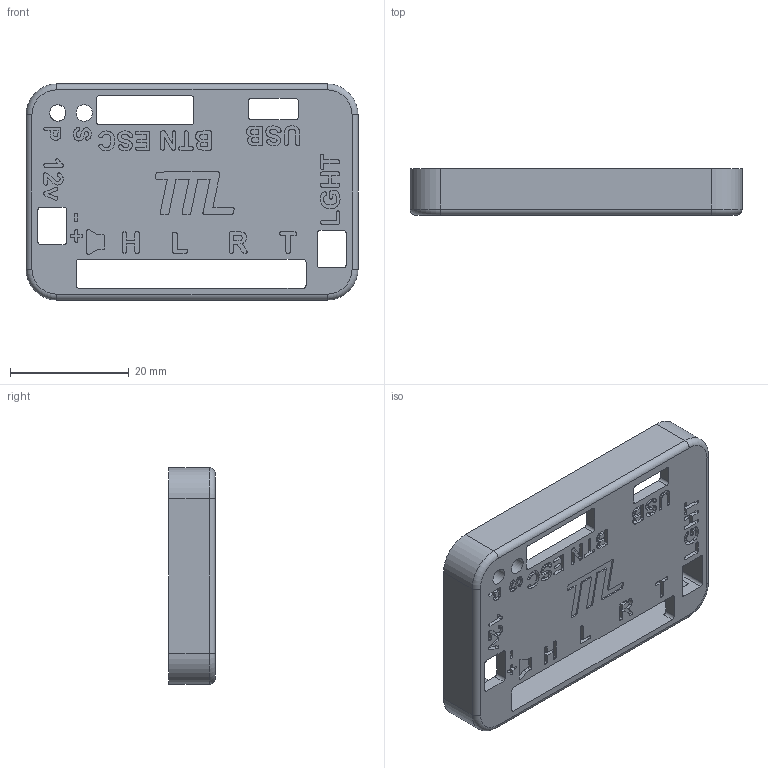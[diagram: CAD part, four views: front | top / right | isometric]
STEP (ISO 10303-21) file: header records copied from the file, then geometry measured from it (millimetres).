
FILE_DESCRIPTION(/* description */ (''),/* implementation_level */ '2;1');
FILE_NAME(/* name */ 'Matt''s Homework/Projects/GitHub/TTL-HW/TelTail SP/4v1/3D Models/Cover SP Metal v29.step',/* time_stamp */ '2020-11-11T10:46:37-05:00',/* author */ (''),/* organization */ (''),/* preprocessor_version */ 'ST-DEVELOPER v18.1',/* originating_system */ 'Autodesk Translation Framework v9.3.0.1241',/* authorisation */ '');
FILE_SCHEMA (('AUTOMOTIVE_DESIGN { 1 0 10303 214 3 1 1 }'));
Length unit declared in the file: millimetre
Products named in the file (1): Cover SP Metal
Bounding box: 55.9 x 7.8 x 36.4 mm (x, y, z)
Volume: 5064.8 mm3; surface area: 6389.1 mm2
Topology: 1 solids, 1 shells, 750 faces, 2137 edges, 1421 vertices
Faces by surface type: plane 283, bspline 260, cylinder 202, torus 4, cone 1
Full cylindrical faces by diameter (mm): 2.529 x8, 2.75 x2, 3.086 x6
Entity records: 29562 total; most frequent: CARTESIAN_POINT 11647, ORIENTED_EDGE 4274, DIRECTION 2829, EDGE_CURVE 2137, VERTEX_POINT 1421, LINE 1147, VECTOR 1147, AXIS2_PLACEMENT_3D 841
